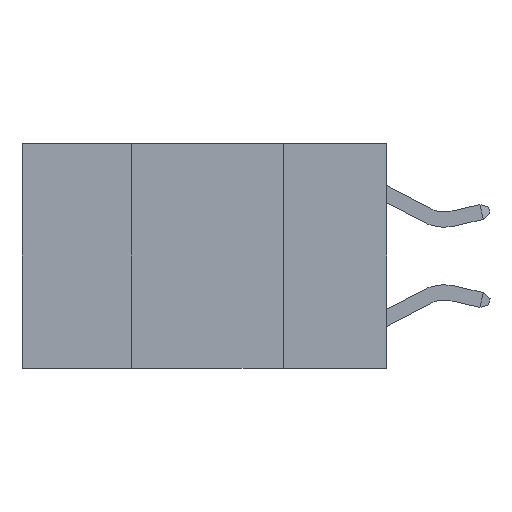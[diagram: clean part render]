
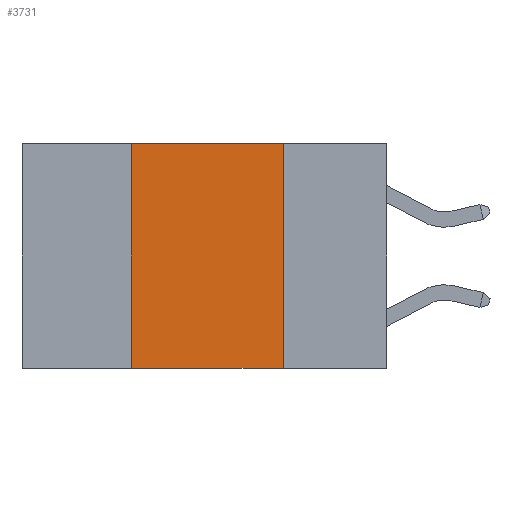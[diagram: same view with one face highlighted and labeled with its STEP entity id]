
A CAD part, left-side view. The second image highlights one B-rep face of the part: STEP entity #3731.
In plain terms, the highlighted planar face has unit normal (-1, 0, 0).
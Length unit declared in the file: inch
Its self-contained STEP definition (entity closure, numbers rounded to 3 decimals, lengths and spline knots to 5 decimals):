
#291 = VERTEX_POINT ( 'NONE', #7682 ) ;
#913 = DIRECTION ( 'NONE',  ( 0., 0., 1. ) ) ;
#1242 = CARTESIAN_POINT ( 'NONE',  ( 0., 0.17, -0.37 ) ) ;
#1275 = VERTEX_POINT ( 'NONE', #1242 ) ;
#1967 = DIRECTION ( 'NONE',  ( 0., 0., -1. ) ) ;
#2462 = LINE ( 'NONE', #7935, #7109 ) ;
#2830 = EDGE_CURVE ( 'NONE', #3211, #1275, #4753, .T. ) ;
#3010 = EDGE_CURVE ( 'NONE', #3211, #6728, #7362, .T. ) ;
#3211 = VERTEX_POINT ( 'NONE', #8690 ) ;
#3373 = CARTESIAN_POINT ( 'NONE',  ( 0., 0.6, -0.37 ) ) ;
#3479 = EDGE_CURVE ( 'NONE', #6728, #291, #11472, .T. ) ;
#3731 = ADVANCED_FACE ( 'NONE', ( #11326 ), #10347, .F. ) ;
#4336 = ORIENTED_EDGE ( 'NONE', *, *, #7584, .F. ) ;
#4637 = ORIENTED_EDGE ( 'NONE', *, *, #3010, .F. ) ;
#4753 = LINE ( 'NONE', #3373, #9421 ) ;
#5319 = CARTESIAN_POINT ( 'NONE',  ( 0., 0.6, 0. ) ) ;
#5649 = CARTESIAN_POINT ( 'NONE',  ( 0., 0.6, 0. ) ) ;
#6269 = DIRECTION ( 'NONE',  ( 0., -1., 0. ) ) ;
#6728 = VERTEX_POINT ( 'NONE', #12054 ) ;
#7109 = VECTOR ( 'NONE', #11672, 39.37008 ) ;
#7362 = LINE ( 'NONE', #12108, #12063 ) ;
#7481 = EDGE_LOOP ( 'NONE', ( #4336, #11824, #4637, #9616 ) ) ;
#7536 = DIRECTION ( 'NONE',  ( 1., 0., 0. ) ) ;
#7584 = EDGE_CURVE ( 'NONE', #291, #1275, #2462, .T. ) ;
#7682 = CARTESIAN_POINT ( 'NONE',  ( 0., 0.17, 0. ) ) ;
#7935 = CARTESIAN_POINT ( 'NONE',  ( 0., 0.17, 0. ) ) ;
#8365 = AXIS2_PLACEMENT_3D ( 'NONE', #5649, #7536, #1967 ) ;
#8690 = CARTESIAN_POINT ( 'NONE',  ( 0., 0.42, -0.37 ) ) ;
#9421 = VECTOR ( 'NONE', #9944, 39.37008 ) ;
#9616 = ORIENTED_EDGE ( 'NONE', *, *, #2830, .T. ) ;
#9944 = DIRECTION ( 'NONE',  ( 0., -1., 0. ) ) ;
#10347 = PLANE ( 'NONE',  #8365 ) ;
#11326 = FACE_OUTER_BOUND ( 'NONE', #7481, .T. ) ;
#11472 = LINE ( 'NONE', #5319, #11762 ) ;
#11672 = DIRECTION ( 'NONE',  ( 0., 0., -1. ) ) ;
#11762 = VECTOR ( 'NONE', #6269, 39.37008 ) ;
#11824 = ORIENTED_EDGE ( 'NONE', *, *, #3479, .F. ) ;
#12054 = CARTESIAN_POINT ( 'NONE',  ( 0., 0.42, 0. ) ) ;
#12063 = VECTOR ( 'NONE', #913, 39.37008 ) ;
#12108 = CARTESIAN_POINT ( 'NONE',  ( 0., 0.42, 0. ) ) ;
